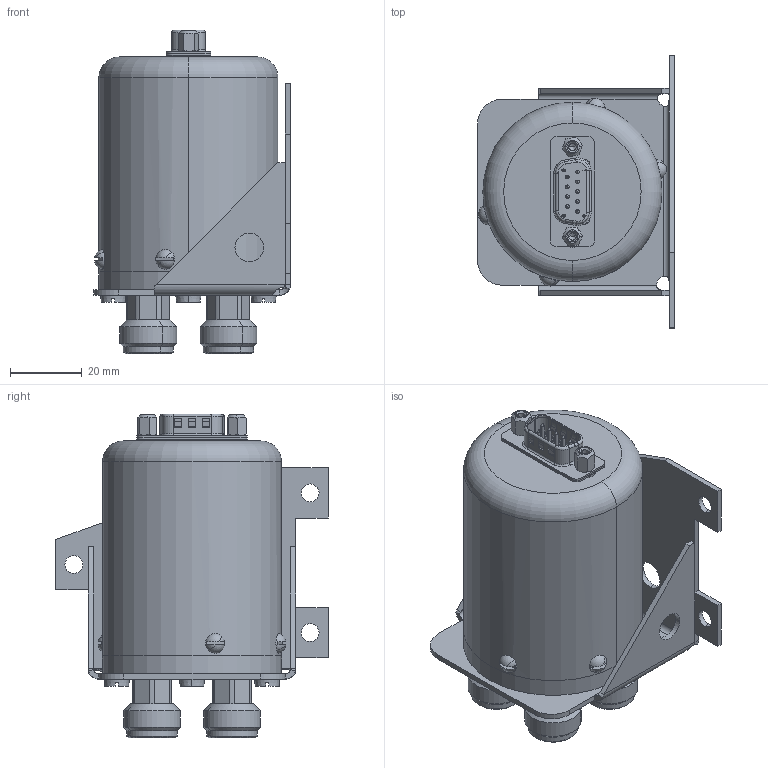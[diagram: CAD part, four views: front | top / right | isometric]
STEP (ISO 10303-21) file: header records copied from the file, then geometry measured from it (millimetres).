
FILE_DESCRIPTION (( 'STEP AP214' ), '1' );
FILE_NAME ('齕豂薠蠈澼鍎.STEP', '2024-05-24T05:42:51', ( '' ), ( '' ), 'SwSTEP 2.0', 'SolidWorks 2018', '' );
FILE_SCHEMA (( 'AUTOMOTIVE_DESIGN' ));
Length unit declared in the file: millimetre
Products named in the file (13): 埱昉.713751.007 扻豵鵨; ﾔﾈﾌﾄ.305152.002 ﾊ鮻; 欣8.900.001 妈眚 󊅜,5; 齕豂薠蠈澼鍎; Âèëêà ÑÍÏ268-9ÂÏ11(2)-1-Â; ÔÈÌÄ.434832.001 Êîíòàêòíàÿ ñèñòåìà ÑÂ×; 匀棠.468342.002_幞啷え瓲; 埱昉.711341.002 鎗鵻罻; ����.745233.001 ���������_�� 㬮�砭��<��� ��ࠡ�⠭��>; ÔÈÌÄ.434511.025 Ñîåäèíèòåëü N òèïà (íåãåðìåòè÷íûé); ÔÈÌÄ.711312.001 Êîðïóñ ÊÑ ÑÂ×; Âèíò À.Ì3õ6 ÃÎÑÒ 17473-80; ÔÈÌÄ.725113.001 Êîæóõ_¤«ï ¢¨«ª¨
Assembly tree (21 placements, depth 5):
  齕豂薠蠈澼鍎
    ����.745233.001 ���������_�� 㬮�砭��<��� ��ࠡ�⠭��>
    匀棠.468342.002_幞啷え瓲
      ÔÈÌÄ.434832.001 Êîíòàêòíàÿ ñèñòåìà ÑÂ×
        ÔÈÌÄ.711312.001 Êîðïóñ ÊÑ ÑÂ×
        ÔÈÌÄ.434511.025 Ñîåäèíèòåëü N òèïà (íåãåðìåòè÷íûé)  x4
          埱昉.713751.007 扻豵鵨
          埱昉.711341.002 鎗鵻罻
    Âèëêà ÑÍÏ268-9ÂÏ11(2)-1-Â
    ﾔﾈﾌﾄ.305152.002 ﾊ鮻
      ÔÈÌÄ.725113.001 Êîæóõ_¤«ï ¢¨«ª¨
    欣8.900.001 妈眚 󊅜,5  x4
    Âèíò À.Ì3õ6 ÃÎÑÒ 17473-80  x4
Bounding box: 55 x 76 x 90.4 mm (x, y, z)
Volume: 48392.4 mm3; surface area: 56951.6 mm2
Topology: 49 solids, 49 shells, 1725 faces, 4312 edges, 2770 vertices
Faces by surface type: plane 766, cylinder 453, bspline 243, cone 209, torus 46, sphere 8
Entity records: 60233 total; most frequent: CARTESIAN_POINT 26791, ORIENTED_EDGE 6972, DIRECTION 6055, EDGE_CURVE 3486, VERTEX_POINT 2275, AXIS2_PLACEMENT_3D 2169, LINE 1717, VECTOR 1717
